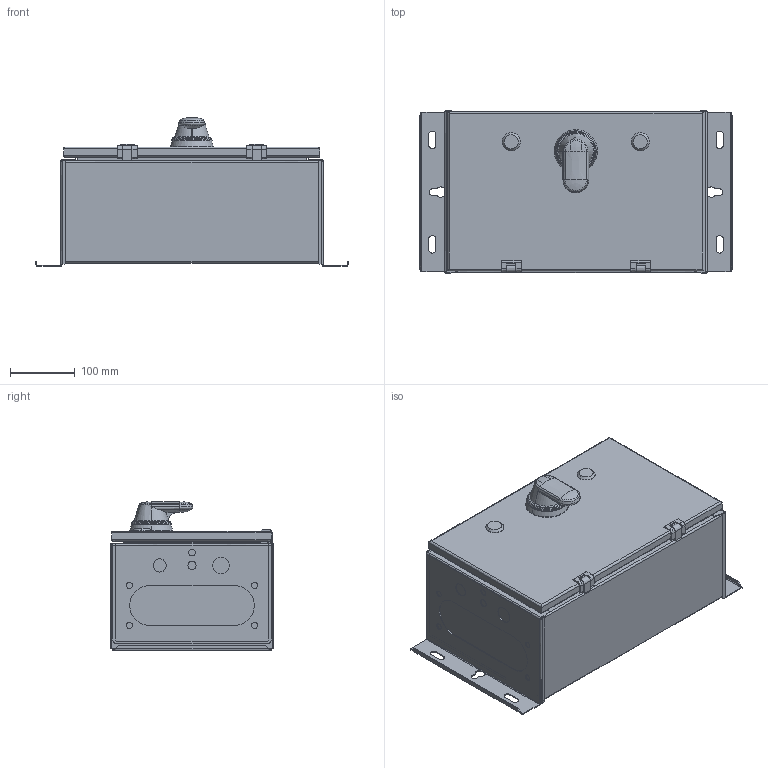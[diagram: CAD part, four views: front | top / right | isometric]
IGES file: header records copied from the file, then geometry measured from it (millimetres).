
Start section:  PTC IGES file: ot160evlcc4bz_simplified_igs.igs
Global section: file name: ot160evlcc4bz_simplified_igs.igs; native system: Creo Parametric by PTC Inc.; preprocessor: 2016050; author: fijaleh7; organization: Unknown; date: 20170110.094044; units: millimetre
Bounding box: 483.5 x 253 x 230.45 mm (x, y, z)
Volume: 18137147.1 mm3; surface area: 655080.6 mm2
Topology: 1 solids, 1 shells, 472 faces, 1256 edges, 786 vertices
Faces by surface type: bspline 472
